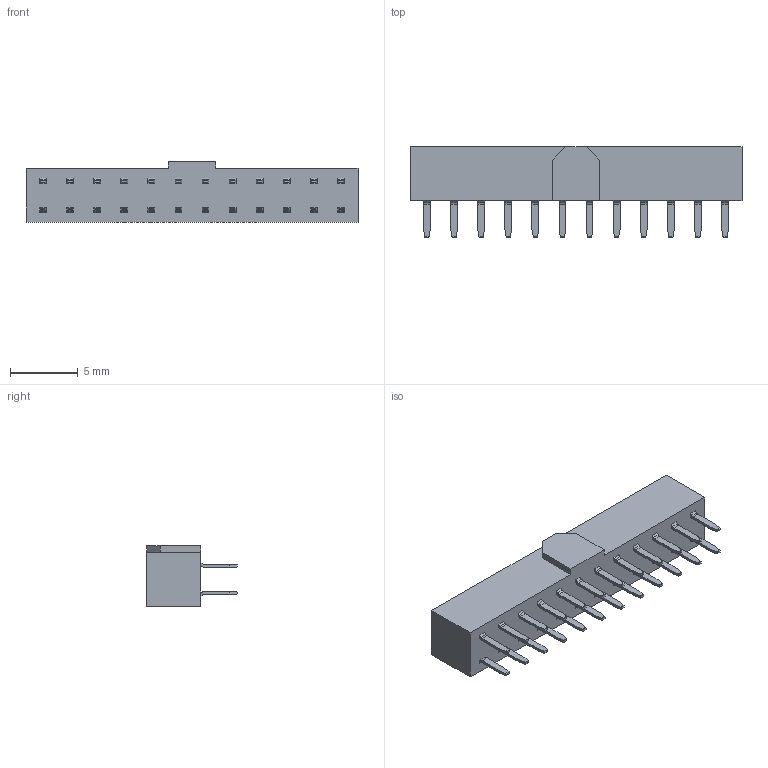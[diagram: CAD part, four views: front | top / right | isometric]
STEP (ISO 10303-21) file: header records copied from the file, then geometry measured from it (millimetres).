
FILE_DESCRIPTION( ('This file contains a STEP AP42 implementation' ,'as created by ZW3D STEP Interface translator.') ,'2;1' );
FILE_NAME( '2240n-2XXSXXCUNX2.stp' ,'23 414.162256', (''), ('ZWCAD Software Co.'), 'Version 1.0', 'ZW3D to STEP translator', '' );
FILE_SCHEMA(('AUTOMOTIVE_DESIGN { 1 0 10303 214 1 1 1 1 }'));
Length unit declared in the file: millimetre
Products named in the file (2): 0; 2240n-220SXXCUNX2
Bounding box: 24.5 x 6.7 x 4.5 mm (x, y, z)
Volume: 294.1 mm3; surface area: 1409.2 mm2
Topology: 1 solids, 1 shells, 2772 faces, 7930 edges, 5112 vertices
Faces by surface type: plane 1740, cylinder 672, bspline 360
Entity records: 122294 total; most frequent: CARTESIAN_POINT 63135, ORIENTED_EDGE 15860, EDGE_CURVE 7930, B_SPLINE_CURVE_WITH_KNOTS 7304, DIRECTION 5452, VERTEX_POINT 5112, EDGE_LOOP 2916, FACE_OUTER_BOUND 2772
